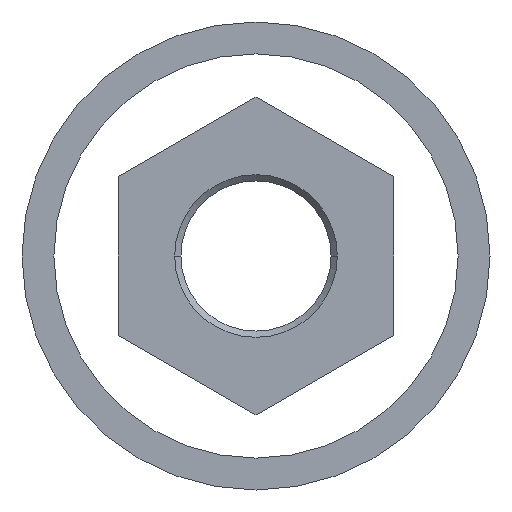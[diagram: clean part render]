
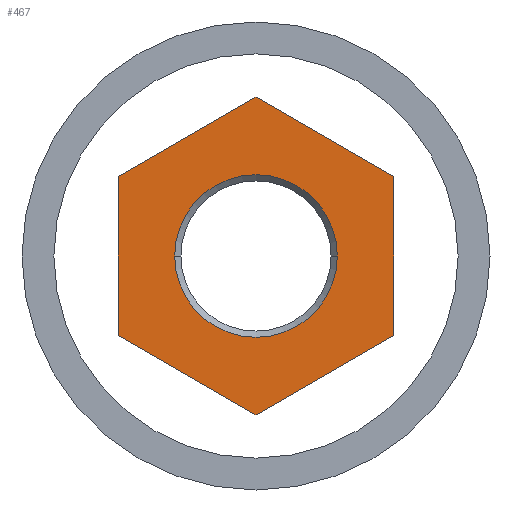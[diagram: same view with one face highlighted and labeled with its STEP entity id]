
A CAD part, front view. The second image highlights one B-rep face of the part: STEP entity #467.
In plain terms, the highlighted planar face has unit normal (0, -1, 0).
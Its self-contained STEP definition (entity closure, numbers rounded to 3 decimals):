
#45=DIRECTION('',(-0.866,0.,-0.5));
#46=VECTOR('',#45,12.702);
#47=CARTESIAN_POINT('',(11.,0.,-6.351));
#48=LINE('',#47,#46);
#53=DIRECTION('',(-0.866,0.,0.5));
#54=VECTOR('',#53,12.702);
#55=CARTESIAN_POINT('',(0.,0.,-12.702));
#56=LINE('',#55,#54);
#60=DIRECTION('',(0.,0.,1.));
#61=VECTOR('',#60,12.702);
#62=CARTESIAN_POINT('',(-11.,0.,-6.351));
#63=LINE('',#62,#61);
#67=DIRECTION('',(0.866,0.,0.5));
#68=VECTOR('',#67,12.702);
#69=CARTESIAN_POINT('',(-11.,0.,6.351));
#70=LINE('',#69,#68);
#74=DIRECTION('',(0.866,0.,-0.5));
#75=VECTOR('',#74,12.702);
#76=CARTESIAN_POINT('',(0.,0.,12.702));
#77=LINE('',#76,#75);
#81=DIRECTION('',(0.,0.,-1.));
#82=VECTOR('',#81,12.702);
#83=CARTESIAN_POINT('',(11.,0.,6.351));
#84=LINE('',#83,#82);
#88=CARTESIAN_POINT('',(0.,0.,0.));
#89=DIRECTION('',(0.,1.,0.));
#90=DIRECTION('',(1.,0.,0.));
#91=AXIS2_PLACEMENT_3D('',#88,#89,#90);
#96=CARTESIAN_POINT('',(0.,0.,0.));
#97=DIRECTION('',(0.,1.,0.));
#98=DIRECTION('',(-1.,0.,0.));
#99=AXIS2_PLACEMENT_3D('',#96,#97,#98);
#410=CARTESIAN_POINT('',(6.5,0.,0.));
#411=CARTESIAN_POINT('',(-6.5,0.,0.));
#412=VERTEX_POINT('',#410);
#413=VERTEX_POINT('',#411);
#418=CARTESIAN_POINT('',(11.,0.,-6.351));
#419=CARTESIAN_POINT('',(0.,0.,-12.702));
#420=VERTEX_POINT('',#418);
#421=VERTEX_POINT('',#419);
#422=CARTESIAN_POINT('',(-11.,0.,-6.351));
#423=VERTEX_POINT('',#422);
#424=CARTESIAN_POINT('',(-11.,0.,6.351));
#425=VERTEX_POINT('',#424);
#426=CARTESIAN_POINT('',(0.,0.,12.702));
#427=VERTEX_POINT('',#426);
#428=CARTESIAN_POINT('',(11.,0.,6.351));
#429=VERTEX_POINT('',#428);
#442=CARTESIAN_POINT('',(0.,0.,0.));
#443=DIRECTION('',(0.,1.,0.));
#444=DIRECTION('',(1.,0.,0.));
#445=AXIS2_PLACEMENT_3D('',#442,#443,#444);
#446=PLANE('',#445);
#448=ORIENTED_EDGE('',*,*,#447,.T.);
#450=ORIENTED_EDGE('',*,*,#449,.T.);
#452=ORIENTED_EDGE('',*,*,#451,.T.);
#454=ORIENTED_EDGE('',*,*,#453,.T.);
#456=ORIENTED_EDGE('',*,*,#455,.T.);
#458=ORIENTED_EDGE('',*,*,#457,.T.);
#459=EDGE_LOOP('',(#448,#450,#452,#454,#456,#458));
#460=FACE_OUTER_BOUND('',#459,.F.);
#462=ORIENTED_EDGE('',*,*,#461,.F.);
#464=ORIENTED_EDGE('',*,*,#463,.F.);
#465=EDGE_LOOP('',(#462,#464));
#466=FACE_BOUND('',#465,.F.);
#467=ADVANCED_FACE('',(#460,#466),#446,.F.);
#92=CIRCLE('',#91,6.5);
#100=CIRCLE('',#99,6.5);
#447=EDGE_CURVE('',#420,#421,#48,.T.);
#449=EDGE_CURVE('',#421,#423,#56,.T.);
#451=EDGE_CURVE('',#423,#425,#63,.T.);
#453=EDGE_CURVE('',#425,#427,#70,.T.);
#455=EDGE_CURVE('',#427,#429,#77,.T.);
#457=EDGE_CURVE('',#429,#420,#84,.T.);
#461=EDGE_CURVE('',#412,#413,#92,.T.);
#463=EDGE_CURVE('',#413,#412,#100,.T.);
